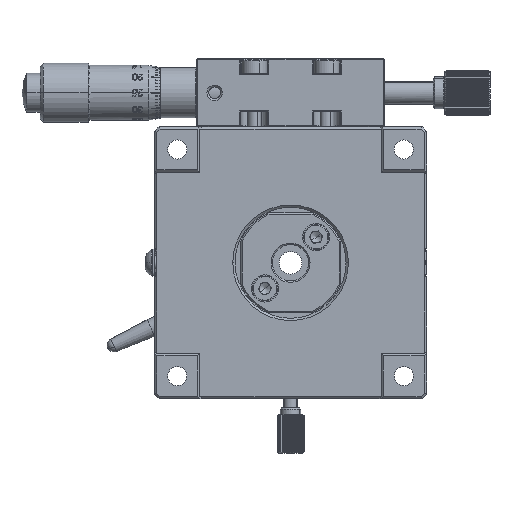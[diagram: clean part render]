
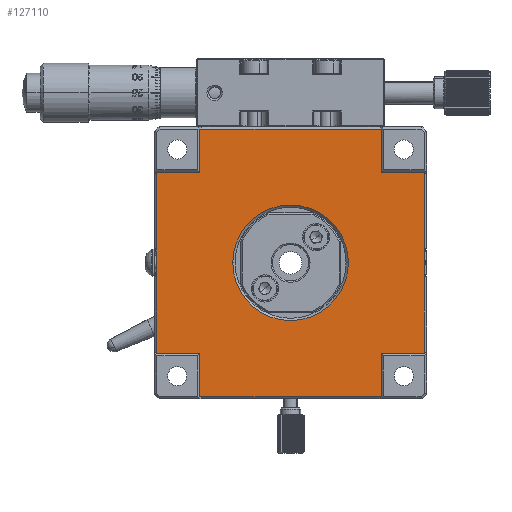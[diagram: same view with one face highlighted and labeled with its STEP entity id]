
A CAD part, front view. The second image highlights one B-rep face of the part: STEP entity #127110.
In plain terms, the highlighted planar face has unit normal (0, -1, 0).
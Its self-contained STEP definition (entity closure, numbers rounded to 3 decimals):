
#1554 = EDGE_CURVE ( 'NONE', #83203, #30813, #121760, .T. ) ;
#2273 = DIRECTION ( 'NONE',  ( -1., 0., 0. ) ) ;
#2333 = CARTESIAN_POINT ( 'NONE',  ( 20.053, -7.023, -29.5 ) ) ;
#2899 = CARTESIAN_POINT ( 'NONE',  ( -19.947, -7.023, 29.5 ) ) ;
#4806 = LINE ( 'NONE', #124055, #125658 ) ;
#5468 = CARTESIAN_POINT ( 'NONE',  ( 29.553, -7.023, 30. ) ) ;
#6749 = VECTOR ( 'NONE', #33497, 1000. ) ;
#7128 = VERTEX_POINT ( 'NONE', #14700 ) ;
#7631 = ORIENTED_EDGE ( 'NONE', *, *, #98060, .T. ) ;
#9783 = LINE ( 'NONE', #128371, #107866 ) ;
#11895 = VECTOR ( 'NONE', #124882, 1000. ) ;
#13392 = EDGE_CURVE ( 'NONE', #57117, #90921, #78309, .T. ) ;
#14700 = CARTESIAN_POINT ( 'NONE',  ( -19.947, -7.023, -29.5 ) ) ;
#15595 = EDGE_CURVE ( 'NONE', #118263, #45828, #126789, .T. ) ;
#17493 = ORIENTED_EDGE ( 'NONE', *, *, #28771, .F. ) ;
#17990 = DIRECTION ( 'NONE',  ( 0., 0., -1. ) ) ;
#21007 = ORIENTED_EDGE ( 'NONE', *, *, #126030, .F. ) ;
#21426 = CARTESIAN_POINT ( 'NONE',  ( -29.447, -7.023, 20. ) ) ;
#21527 = EDGE_CURVE ( 'NONE', #89487, #34823, #105839, .T. ) ;
#22411 = LINE ( 'NONE', #101879, #6749 ) ;
#22744 = DIRECTION ( 'NONE',  ( 0., 0., 1. ) ) ;
#26078 = VECTOR ( 'NONE', #58887, 1000. ) ;
#26313 = AXIS2_PLACEMENT_3D ( 'NONE', #83348, #63831, #103539 ) ;
#28509 = VECTOR ( 'NONE', #79477, 1000. ) ;
#28771 = EDGE_CURVE ( 'NONE', #54937, #45828, #22411, .T. ) ;
#30813 = VERTEX_POINT ( 'NONE', #118387 ) ;
#31868 = VECTOR ( 'NONE', #124869, 1000. ) ;
#32680 = VECTOR ( 'NONE', #94042, 1000. ) ;
#33029 = EDGE_CURVE ( 'NONE', #70065, #34975, #48792, .T. ) ;
#33497 = DIRECTION ( 'NONE',  ( 1., 0., 0. ) ) ;
#33528 = LINE ( 'NONE', #64737, #32680 ) ;
#34823 = VERTEX_POINT ( 'NONE', #35987 ) ;
#34975 = VERTEX_POINT ( 'NONE', #127124 ) ;
#35036 = LINE ( 'NONE', #35680, #95700 ) ;
#35680 = CARTESIAN_POINT ( 'NONE',  ( -29.447, -7.023, 30. ) ) ;
#35987 = CARTESIAN_POINT ( 'NONE',  ( 29.553, -7.023, 20. ) ) ;
#36103 = LINE ( 'NONE', #5468, #57724 ) ;
#36830 = ORIENTED_EDGE ( 'NONE', *, *, #88382, .T. ) ;
#37298 = EDGE_CURVE ( 'NONE', #61881, #68174, #86297, .T. ) ;
#37756 = EDGE_CURVE ( 'NONE', #61881, #45879, #33528, .T. ) ;
#39862 = CARTESIAN_POINT ( 'NONE',  ( 29.553, -7.023, -3.05 ) ) ;
#39908 = CARTESIAN_POINT ( 'NONE',  ( -29.947, -7.023, -20. ) ) ;
#40271 = VERTEX_POINT ( 'NONE', #90080 ) ;
#40705 = PLANE ( 'NONE',  #83131 ) ;
#41038 = CARTESIAN_POINT ( 'NONE',  ( 20.053, -7.023, 20. ) ) ;
#45296 = CARTESIAN_POINT ( 'NONE',  ( -29.947, -7.023, 20. ) ) ;
#45802 = EDGE_CURVE ( 'NONE', #52325, #118263, #4806, .T. ) ;
#45828 = VERTEX_POINT ( 'NONE', #95373 ) ;
#45879 = VERTEX_POINT ( 'NONE', #56901 ) ;
#48236 = LINE ( 'NONE', #69722, #28509 ) ;
#48792 = CIRCLE ( 'NONE', #92545, 12.75 ) ;
#49544 = DIRECTION ( 'NONE',  ( 0., 0., -1. ) ) ;
#49771 = CARTESIAN_POINT ( 'NONE',  ( -29.447, -7.023, 30. ) ) ;
#51099 = DIRECTION ( 'NONE',  ( 0., 0., -1. ) ) ;
#52325 = VERTEX_POINT ( 'NONE', #79155 ) ;
#52486 = EDGE_CURVE ( 'NONE', #30813, #34823, #36103, .T. ) ;
#52691 = EDGE_LOOP ( 'NONE', ( #102319, #7631 ) ) ;
#53368 = CIRCLE ( 'NONE', #26313, 12.75 ) ;
#54937 = VERTEX_POINT ( 'NONE', #21426 ) ;
#56141 = DIRECTION ( 'NONE',  ( 0., 0., -1. ) ) ;
#56330 = VECTOR ( 'NONE', #56141, 1000. ) ;
#56444 = CARTESIAN_POINT ( 'NONE',  ( 20.053, -7.023, -29.5 ) ) ;
#56901 = CARTESIAN_POINT ( 'NONE',  ( 29.553, -7.023, -20. ) ) ;
#57117 = VERTEX_POINT ( 'NONE', #81002 ) ;
#57724 = VECTOR ( 'NONE', #75818, 1000. ) ;
#58887 = DIRECTION ( 'NONE',  ( 0., 0., -1. ) ) ;
#59013 = ORIENTED_EDGE ( 'NONE', *, *, #63326, .T. ) ;
#60734 = ORIENTED_EDGE ( 'NONE', *, *, #52486, .T. ) ;
#61881 = VERTEX_POINT ( 'NONE', #70185 ) ;
#62047 = VECTOR ( 'NONE', #22744, 1000. ) ;
#62051 = ORIENTED_EDGE ( 'NONE', *, *, #45802, .T. ) ;
#63326 = EDGE_CURVE ( 'NONE', #116676, #40271, #48236, .T. ) ;
#63831 = DIRECTION ( 'NONE',  ( 0., 1., 0. ) ) ;
#63999 = LINE ( 'NONE', #125836, #56330 ) ;
#64737 = CARTESIAN_POINT ( 'NONE',  ( -29.947, -7.023, -20. ) ) ;
#65599 = CARTESIAN_POINT ( 'NONE',  ( 29.553, -7.023, 30. ) ) ;
#66770 = CARTESIAN_POINT ( 'NONE',  ( 20.053, -7.023, 30. ) ) ;
#68174 = VERTEX_POINT ( 'NONE', #2333 ) ;
#69722 = CARTESIAN_POINT ( 'NONE',  ( -29.447, -7.023, 30. ) ) ;
#70065 = VERTEX_POINT ( 'NONE', #94040 ) ;
#70103 = ORIENTED_EDGE ( 'NONE', *, *, #112756, .T. ) ;
#70185 = CARTESIAN_POINT ( 'NONE',  ( 20.053, -7.023, -20. ) ) ;
#70211 = CARTESIAN_POINT ( 'NONE',  ( -19.947, -7.023, -20. ) ) ;
#70663 = DIRECTION ( 'NONE',  ( 0., 1., 0. ) ) ;
#70871 = DIRECTION ( 'NONE',  ( -1., 0., 0. ) ) ;
#71304 = DIRECTION ( 'NONE',  ( 1., 0., 0. ) ) ;
#73031 = VECTOR ( 'NONE', #17990, 1000. ) ;
#75463 = EDGE_CURVE ( 'NONE', #7128, #68174, #75976, .T. ) ;
#75818 = DIRECTION ( 'NONE',  ( 0., 0., 1. ) ) ;
#75976 = LINE ( 'NONE', #56444, #31868 ) ;
#78244 = VECTOR ( 'NONE', #51099, 1000. ) ;
#78309 = LINE ( 'NONE', #39908, #100770 ) ;
#78912 = DIRECTION ( 'NONE',  ( 1., 0., 0. ) ) ;
#79155 = CARTESIAN_POINT ( 'NONE',  ( 20.053, -7.023, 29.5 ) ) ;
#79477 = DIRECTION ( 'NONE',  ( 0., 0., -1. ) ) ;
#79753 = FACE_BOUND ( 'NONE', #52691, .T. ) ;
#80310 = ORIENTED_EDGE ( 'NONE', *, *, #98411, .T. ) ;
#80610 = CARTESIAN_POINT ( 'NONE',  ( 0.053, -7.023, 0. ) ) ;
#81002 = CARTESIAN_POINT ( 'NONE',  ( -29.447, -7.023, -20. ) ) ;
#81053 = FACE_OUTER_BOUND ( 'NONE', #106606, .T. ) ;
#82587 = DIRECTION ( 'NONE',  ( 0., 0., -1. ) ) ;
#83131 = AXIS2_PLACEMENT_3D ( 'NONE', #119523, #70663, #71304 ) ;
#83203 = VERTEX_POINT ( 'NONE', #39862 ) ;
#83348 = CARTESIAN_POINT ( 'NONE',  ( 0.053, -7.023, 0. ) ) ;
#83578 = ORIENTED_EDGE ( 'NONE', *, *, #37298, .F. ) ;
#84187 = VECTOR ( 'NONE', #78912, 1000. ) ;
#86092 = ORIENTED_EDGE ( 'NONE', *, *, #21527, .F. ) ;
#86297 = LINE ( 'NONE', #66770, #78244 ) ;
#88382 = EDGE_CURVE ( 'NONE', #40271, #57117, #99920, .T. ) ;
#88442 = DIRECTION ( 'NONE',  ( 0., 1., 0. ) ) ;
#89487 = VERTEX_POINT ( 'NONE', #41038 ) ;
#90080 = CARTESIAN_POINT ( 'NONE',  ( -29.447, -7.023, -3.05 ) ) ;
#90921 = VERTEX_POINT ( 'NONE', #70211 ) ;
#92545 = AXIS2_PLACEMENT_3D ( 'NONE', #80610, #88442, #70871 ) ;
#92942 = ORIENTED_EDGE ( 'NONE', *, *, #105186, .T. ) ;
#94040 = CARTESIAN_POINT ( 'NONE',  ( 12.803, -7.023, 0. ) ) ;
#94042 = DIRECTION ( 'NONE',  ( 1., 0., 0. ) ) ;
#94434 = ORIENTED_EDGE ( 'NONE', *, *, #13392, .T. ) ;
#95132 = ORIENTED_EDGE ( 'NONE', *, *, #15595, .T. ) ;
#95373 = CARTESIAN_POINT ( 'NONE',  ( -19.947, -7.023, 20. ) ) ;
#95700 = VECTOR ( 'NONE', #82587, 1000. ) ;
#96837 = CARTESIAN_POINT ( 'NONE',  ( -19.947, -7.023, 30. ) ) ;
#98060 = EDGE_CURVE ( 'NONE', #34975, #70065, #53368, .T. ) ;
#98411 = EDGE_CURVE ( 'NONE', #45879, #83203, #112557, .T. ) ;
#99920 = LINE ( 'NONE', #49771, #26078 ) ;
#100456 = DIRECTION ( 'NONE',  ( 1., 0., 0. ) ) ;
#100770 = VECTOR ( 'NONE', #100456, 1000. ) ;
#101879 = CARTESIAN_POINT ( 'NONE',  ( -29.947, -7.023, 20. ) ) ;
#102319 = ORIENTED_EDGE ( 'NONE', *, *, #33029, .T. ) ;
#103539 = DIRECTION ( 'NONE',  ( -1., 0., 0. ) ) ;
#105186 = EDGE_CURVE ( 'NONE', #90921, #7128, #63999, .T. ) ;
#105839 = LINE ( 'NONE', #45296, #84187 ) ;
#106606 = EDGE_LOOP ( 'NONE', ( #92942, #122975, #83578, #120289, #80310, #110100, #60734, #86092, #21007, #62051, #95132, #17493, #70103, #59013, #36830, #94434 ) ) ;
#107866 = VECTOR ( 'NONE', #49544, 1000. ) ;
#110100 = ORIENTED_EDGE ( 'NONE', *, *, #1554, .T. ) ;
#111988 = CARTESIAN_POINT ( 'NONE',  ( 29.553, -7.023, 30. ) ) ;
#112557 = LINE ( 'NONE', #65599, #11895 ) ;
#112756 = EDGE_CURVE ( 'NONE', #54937, #116676, #35036, .T. ) ;
#116510 = CARTESIAN_POINT ( 'NONE',  ( -29.447, -7.023, 3.05 ) ) ;
#116676 = VERTEX_POINT ( 'NONE', #116510 ) ;
#118263 = VERTEX_POINT ( 'NONE', #2899 ) ;
#118387 = CARTESIAN_POINT ( 'NONE',  ( 29.553, -7.023, 3.05 ) ) ;
#119523 = CARTESIAN_POINT ( 'NONE',  ( 20.053, -7.023, 30. ) ) ;
#120289 = ORIENTED_EDGE ( 'NONE', *, *, #37756, .T. ) ;
#121760 = LINE ( 'NONE', #111988, #62047 ) ;
#122975 = ORIENTED_EDGE ( 'NONE', *, *, #75463, .T. ) ;
#124055 = CARTESIAN_POINT ( 'NONE',  ( -19.947, -7.023, 29.5 ) ) ;
#124869 = DIRECTION ( 'NONE',  ( 1., 0., 0. ) ) ;
#124882 = DIRECTION ( 'NONE',  ( 0., 0., 1. ) ) ;
#125658 = VECTOR ( 'NONE', #2273, 1000. ) ;
#125836 = CARTESIAN_POINT ( 'NONE',  ( -19.947, -7.023, 30. ) ) ;
#126030 = EDGE_CURVE ( 'NONE', #52325, #89487, #9783, .T. ) ;
#126789 = LINE ( 'NONE', #96837, #73031 ) ;
#127110 = ADVANCED_FACE ( 'NONE', ( #81053, #79753 ), #40705, .F. ) ;
#127124 = CARTESIAN_POINT ( 'NONE',  ( -12.697, -7.023, 0. ) ) ;
#128371 = CARTESIAN_POINT ( 'NONE',  ( 20.053, -7.023, 30. ) ) ;
